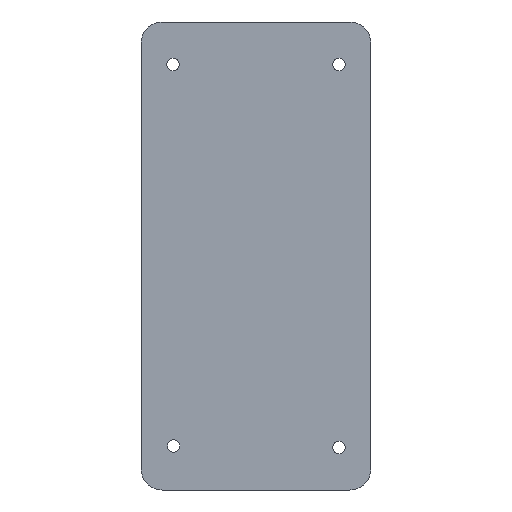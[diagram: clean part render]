
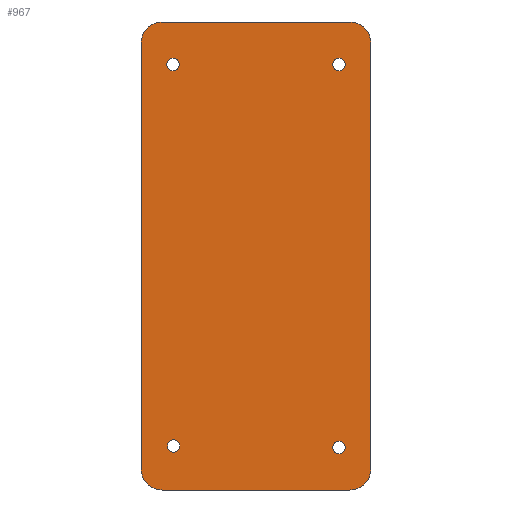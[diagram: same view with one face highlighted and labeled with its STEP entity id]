
A CAD part, front view. The second image highlights one B-rep face of the part: STEP entity #967.
In plain terms, the highlighted planar face has unit normal (0, -1, 0).
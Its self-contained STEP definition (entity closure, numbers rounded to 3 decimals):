
#23=FACE_BOUND('',#187,.T.);
#24=FACE_BOUND('',#188,.T.);
#25=FACE_BOUND('',#189,.T.);
#26=FACE_BOUND('',#190,.T.);
#72=CIRCLE('',#1063,5.);
#73=CIRCLE('',#1066,5.);
#74=CIRCLE('',#1067,5.);
#75=CIRCLE('',#1068,5.);
#76=CIRCLE('',#1069,1.45);
#77=CIRCLE('',#1070,1.45);
#78=CIRCLE('',#1071,1.45);
#79=CIRCLE('',#1072,1.45);
#125=FACE_OUTER_BOUND('',#186,.T.);
#186=EDGE_LOOP('',(#821,#822,#823,#824,#825,#826,#827,#828));
#187=EDGE_LOOP('',(#829));
#188=EDGE_LOOP('',(#830));
#189=EDGE_LOOP('',(#831));
#190=EDGE_LOOP('',(#832));
#291=LINE('',#1588,#389);
#293=LINE('',#1592,#391);
#294=LINE('',#1596,#392);
#295=LINE('',#1600,#393);
#389=VECTOR('',#1306,10.);
#391=VECTOR('',#1310,10.);
#392=VECTOR('',#1313,10.);
#393=VECTOR('',#1316,10.);
#471=VERTEX_POINT('',#1581);
#472=VERTEX_POINT('',#1583);
#473=VERTEX_POINT('',#1587);
#474=VERTEX_POINT('',#1591);
#475=VERTEX_POINT('',#1593);
#476=VERTEX_POINT('',#1595);
#477=VERTEX_POINT('',#1597);
#478=VERTEX_POINT('',#1599);
#479=VERTEX_POINT('',#1602);
#480=VERTEX_POINT('',#1604);
#481=VERTEX_POINT('',#1606);
#482=VERTEX_POINT('',#1608);
#594=EDGE_CURVE('',#471,#472,#72,.T.);
#596=EDGE_CURVE('',#472,#473,#291,.T.);
#598=EDGE_CURVE('',#474,#471,#293,.T.);
#599=EDGE_CURVE('',#475,#474,#73,.T.);
#600=EDGE_CURVE('',#476,#475,#294,.T.);
#601=EDGE_CURVE('',#477,#476,#74,.T.);
#602=EDGE_CURVE('',#478,#477,#295,.T.);
#603=EDGE_CURVE('',#473,#478,#75,.T.);
#604=EDGE_CURVE('',#479,#479,#76,.T.);
#605=EDGE_CURVE('',#480,#480,#77,.T.);
#606=EDGE_CURVE('',#481,#481,#78,.T.);
#607=EDGE_CURVE('',#482,#482,#79,.T.);
#821=ORIENTED_EDGE('',*,*,#594,.F.);
#822=ORIENTED_EDGE('',*,*,#598,.F.);
#823=ORIENTED_EDGE('',*,*,#599,.F.);
#824=ORIENTED_EDGE('',*,*,#600,.F.);
#825=ORIENTED_EDGE('',*,*,#601,.F.);
#826=ORIENTED_EDGE('',*,*,#602,.F.);
#827=ORIENTED_EDGE('',*,*,#603,.F.);
#828=ORIENTED_EDGE('',*,*,#596,.F.);
#829=ORIENTED_EDGE('',*,*,#604,.T.);
#830=ORIENTED_EDGE('',*,*,#605,.T.);
#831=ORIENTED_EDGE('',*,*,#606,.T.);
#832=ORIENTED_EDGE('',*,*,#607,.T.);
#921=PLANE('',#1065);
#967=ADVANCED_FACE('',(#125,#23,#24,#25,#26),#921,.F.);
#1063=AXIS2_PLACEMENT_3D('',#1584,#1301,#1302);
#1065=AXIS2_PLACEMENT_3D('',#1590,#1308,#1309);
#1066=AXIS2_PLACEMENT_3D('',#1594,#1311,#1312);
#1067=AXIS2_PLACEMENT_3D('',#1598,#1314,#1315);
#1068=AXIS2_PLACEMENT_3D('',#1601,#1317,#1318);
#1069=AXIS2_PLACEMENT_3D('',#1603,#1319,#1320);
#1070=AXIS2_PLACEMENT_3D('',#1605,#1321,#1322);
#1071=AXIS2_PLACEMENT_3D('',#1607,#1323,#1324);
#1072=AXIS2_PLACEMENT_3D('',#1609,#1325,#1326);
#1301=DIRECTION('center_axis',(0.,1.,0.));
#1302=DIRECTION('ref_axis',(0.707,0.,-0.707));
#1306=DIRECTION('',(-1.,0.,0.));
#1308=DIRECTION('center_axis',(0.,1.,0.));
#1309=DIRECTION('ref_axis',(0.,0.,1.));
#1310=DIRECTION('',(0.,0.,-1.));
#1311=DIRECTION('center_axis',(0.,1.,0.));
#1312=DIRECTION('ref_axis',(0.707,0.,0.707));
#1313=DIRECTION('',(1.,0.,0.));
#1314=DIRECTION('center_axis',(0.,1.,0.));
#1315=DIRECTION('ref_axis',(-0.707,0.,0.707));
#1316=DIRECTION('',(0.,0.,1.));
#1317=DIRECTION('center_axis',(0.,1.,0.));
#1318=DIRECTION('ref_axis',(-0.707,0.,-0.707));
#1319=DIRECTION('center_axis',(0.,1.,0.));
#1320=DIRECTION('ref_axis',(1.,0.,0.));
#1321=DIRECTION('center_axis',(0.,1.,0.));
#1322=DIRECTION('ref_axis',(1.,0.,0.));
#1323=DIRECTION('center_axis',(0.,1.,0.));
#1324=DIRECTION('ref_axis',(1.,0.,0.));
#1325=DIRECTION('center_axis',(0.,1.,0.));
#1326=DIRECTION('ref_axis',(1.,0.,0.));
#1581=CARTESIAN_POINT('',(27.,0.,-50.));
#1583=CARTESIAN_POINT('',(22.,0.,-55.));
#1584=CARTESIAN_POINT('Origin',(22.,0.,-50.));
#1587=CARTESIAN_POINT('',(-22.,0.,-55.));
#1588=CARTESIAN_POINT('',(27.,0.,-55.));
#1590=CARTESIAN_POINT('Origin',(0.,0.,0.));
#1591=CARTESIAN_POINT('',(27.,0.,50.));
#1592=CARTESIAN_POINT('',(27.,0.,55.));
#1593=CARTESIAN_POINT('',(22.,0.,55.));
#1594=CARTESIAN_POINT('Origin',(22.,0.,50.));
#1595=CARTESIAN_POINT('',(-22.,0.,55.));
#1596=CARTESIAN_POINT('',(-27.,0.,55.));
#1597=CARTESIAN_POINT('',(-27.,0.,50.));
#1598=CARTESIAN_POINT('Origin',(-22.,0.,50.));
#1599=CARTESIAN_POINT('',(-27.,0.,-50.));
#1600=CARTESIAN_POINT('',(-27.,0.,-55.));
#1601=CARTESIAN_POINT('Origin',(-22.,0.,-50.));
#1602=CARTESIAN_POINT('',(18.05,0.,-45.));
#1603=CARTESIAN_POINT('Origin',(19.5,0.,-45.));
#1604=CARTESIAN_POINT('',(-20.805,0.,-44.666));
#1605=CARTESIAN_POINT('Origin',(-19.355,0.,-44.666));
#1606=CARTESIAN_POINT('',(18.05,0.,45.));
#1607=CARTESIAN_POINT('Origin',(19.5,0.,45.));
#1608=CARTESIAN_POINT('',(-20.95,0.,45.));
#1609=CARTESIAN_POINT('Origin',(-19.5,0.,45.));
